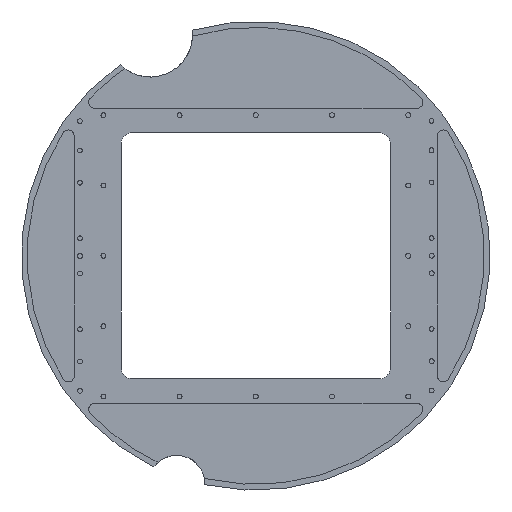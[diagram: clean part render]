
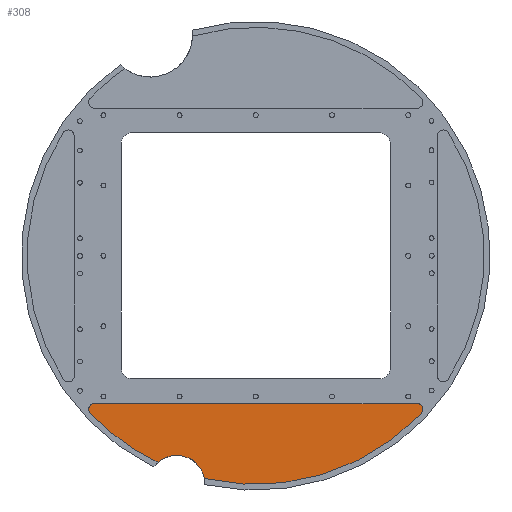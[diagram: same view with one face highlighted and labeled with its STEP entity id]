
A CAD part, left-side view. The second image highlights one B-rep face of the part: STEP entity #308.
In plain terms, the highlighted planar face has unit normal (-1, 0, 0).
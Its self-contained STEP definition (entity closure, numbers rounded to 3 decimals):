
#308 = ADVANCED_FACE( '', ( #689 ), #690, .T. );
#689 = FACE_OUTER_BOUND( '', #1080, .T. );
#690 = PLANE( '', #1081 );
#1080 = EDGE_LOOP( '', ( #1774, #1775, #1776, #1777, #1778, #1779 ) );
#1081 = AXIS2_PLACEMENT_3D( '', #1780, #1781, #1782 );
#1774 = ORIENTED_EDGE( '', *, *, #2119, .T. );
#1775 = ORIENTED_EDGE( '', *, *, #2034, .T. );
#1776 = ORIENTED_EDGE( '', *, *, #2108, .T. );
#1777 = ORIENTED_EDGE( '', *, *, #1997, .T. );
#1778 = ORIENTED_EDGE( '', *, *, #1898, .T. );
#1779 = ORIENTED_EDGE( '', *, *, #1973, .T. );
#1780 = CARTESIAN_POINT( '', ( -2., -170.5, 0. ) );
#1781 = DIRECTION( '', ( -1., 0., 0. ) );
#1782 = DIRECTION( '', ( 0., 0., 1. ) );
#1898 = EDGE_CURVE( '', #2183, #2184, #2185, .T. );
#1973 = EDGE_CURVE( '', #2184, #2305, #2307, .F. );
#1997 = EDGE_CURVE( '', #2342, #2183, #2343, .T. );
#2034 = EDGE_CURVE( '', #2397, #2398, #2399, .T. );
#2108 = EDGE_CURVE( '', #2398, #2342, #2505, .T. );
#2119 = EDGE_CURVE( '', #2305, #2397, #2517, .T. );
#2183 = VERTEX_POINT( '', #2589 );
#2184 = VERTEX_POINT( '', #2590 );
#2185 = CIRCLE( '', #2591, 195. );
#2305 = VERTEX_POINT( '', #2732 );
#2307 = CIRCLE( '', #2735, 24. );
#2342 = VERTEX_POINT( '', #2775 );
#2343 = CIRCLE( '', #2776, 5. );
#2397 = VERTEX_POINT( '', #2836 );
#2398 = VERTEX_POINT( '', #2837 );
#2399 = CIRCLE( '', #2838, 5. );
#2505 = LINE( '', #2951, #2952 );
#2517 = CIRCLE( '', #2964, 195. );
#2589 = CARTESIAN_POINT( '', ( -2., -29.259, -134.447 ) );
#2590 = CARTESIAN_POINT( '', ( -2., -87.105, -176.268 ) );
#2591 = AXIS2_PLACEMENT_3D( '', #3027, #3028, #3029 );
#2732 = CARTESIAN_POINT( '', ( -2., -126.621, -189.999 ) );
#2735 = AXIS2_PLACEMENT_3D( '', #3145, #3146, #3147 );
#2775 = CARTESIAN_POINT( '', ( -2., -32.881, -126. ) );
#2776 = AXIS2_PLACEMENT_3D( '', #3183, #3184, #3185 );
#2836 = CARTESIAN_POINT( '', ( -2., -311.741, -134.447 ) );
#2837 = CARTESIAN_POINT( '', ( -2., -308.119, -126. ) );
#2838 = AXIS2_PLACEMENT_3D( '', #3240, #3241, #3242 );
#2951 = CARTESIAN_POINT( '', ( -2., -319.325, -126. ) );
#2952 = VECTOR( '', #3370, 1000. );
#2964 = AXIS2_PLACEMENT_3D( '', #3374, #3375, #3376 );
#3027 = CARTESIAN_POINT( '', ( -2., -170.5, 0. ) );
#3028 = DIRECTION( '', ( -1., 0., 0. ) );
#3029 = DIRECTION( '', ( 0., -1., 0. ) );
#3145 = CARTESIAN_POINT( '', ( -2., -103., -194.25 ) );
#3146 = DIRECTION( '', ( -1., 0., 0. ) );
#3147 = DIRECTION( '', ( 0., 0., 1. ) );
#3183 = CARTESIAN_POINT( '', ( -2., -32.881, -131. ) );
#3184 = DIRECTION( '', ( -1., 0., 0. ) );
#3185 = DIRECTION( '', ( 0., 0., 1. ) );
#3240 = CARTESIAN_POINT( '', ( -2., -308.119, -131. ) );
#3241 = DIRECTION( '', ( -1., 0., 0. ) );
#3242 = DIRECTION( '', ( 0., 0., 1. ) );
#3370 = DIRECTION( '', ( 0., 1., 0. ) );
#3374 = CARTESIAN_POINT( '', ( -2., -170.5, 0. ) );
#3375 = DIRECTION( '', ( -1., 0., 0. ) );
#3376 = DIRECTION( '', ( 0., -1., 0. ) );
